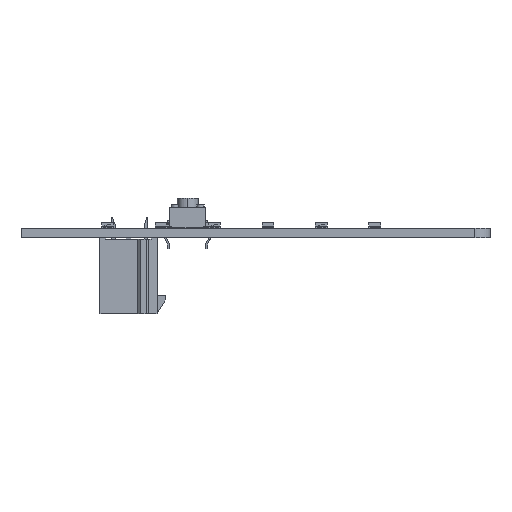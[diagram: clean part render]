
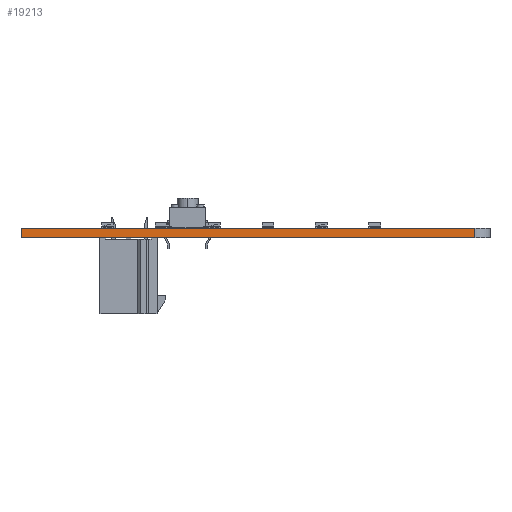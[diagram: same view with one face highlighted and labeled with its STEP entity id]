
A CAD part, left-side view. The second image highlights one B-rep face of the part: STEP entity #19213.
In plain terms, the highlighted planar face has unit normal (-1, 0, 0).
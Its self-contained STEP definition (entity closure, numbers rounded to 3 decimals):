
#19097 = EDGE_CURVE('',#19098,#19100,#19102,.T.);
#19098 = VERTEX_POINT('',#19099);
#19099 = CARTESIAN_POINT('',(101.333,-57.47,0.));
#19100 = VERTEX_POINT('',#19101);
#19101 = CARTESIAN_POINT('',(101.333,-57.47,1.6));
#19102 = SURFACE_CURVE('',#19103,(#19107,#19119),.PCURVE_S1.);
#19103 = LINE('',#19104,#19105);
#19104 = CARTESIAN_POINT('',(101.333,-57.47,0.));
#19105 = VECTOR('',#19106,1.);
#19106 = DIRECTION('',(0.,0.,1.));
#19107 = PCURVE('',#19108,#19113);
#19108 = PLANE('',#19109);
#19109 = AXIS2_PLACEMENT_3D('',#19110,#19111,#19112);
#19110 = CARTESIAN_POINT('',(101.333,-57.47,0.));
#19111 = DIRECTION('',(0.,1.,0.));
#19112 = DIRECTION('',(1.,0.,0.));
#19113 = DEFINITIONAL_REPRESENTATION('',(#19114),#19118);
#19114 = LINE('',#19115,#19116);
#19115 = CARTESIAN_POINT('',(0.,0.));
#19116 = VECTOR('',#19117,1.);
#19117 = DIRECTION('',(0.,-1.));
#19118 = ( GEOMETRIC_REPRESENTATION_CONTEXT(2) 
PARAMETRIC_REPRESENTATION_CONTEXT() REPRESENTATION_CONTEXT('2D SPACE',''
  ) );
#19119 = PCURVE('',#19120,#19125);
#19120 = PLANE('',#19121);
#19121 = AXIS2_PLACEMENT_3D('',#19122,#19123,#19124);
#19122 = CARTESIAN_POINT('',(101.333,-133.692,0.));
#19123 = DIRECTION('',(-1.,0.,0.));
#19124 = DIRECTION('',(0.,1.,0.));
#19125 = DEFINITIONAL_REPRESENTATION('',(#19126),#19130);
#19126 = LINE('',#19127,#19128);
#19127 = CARTESIAN_POINT('',(76.222,0.));
#19128 = VECTOR('',#19129,1.);
#19129 = DIRECTION('',(0.,-1.));
#19130 = ( GEOMETRIC_REPRESENTATION_CONTEXT(2) 
PARAMETRIC_REPRESENTATION_CONTEXT() REPRESENTATION_CONTEXT('2D SPACE',''
  ) );
#19148 = PLANE('',#19149);
#19149 = AXIS2_PLACEMENT_3D('',#19150,#19151,#19152);
#19150 = CARTESIAN_POINT('',(138.655,-91.225,1.6));
#19151 = DIRECTION('',(-0.,-0.,-1.));
#19152 = DIRECTION('',(-1.,0.,0.));
#19202 = PLANE('',#19203);
#19203 = AXIS2_PLACEMENT_3D('',#19204,#19205,#19206);
#19204 = CARTESIAN_POINT('',(138.655,-91.225,0.));
#19205 = DIRECTION('',(-0.,-0.,-1.));
#19206 = DIRECTION('',(-1.,0.,0.));
#19213 = ADVANCED_FACE('',(#19214),#19120,.T.);
#19214 = FACE_BOUND('',#19215,.T.);
#19215 = EDGE_LOOP('',(#19216,#19246,#19267,#19268));
#19216 = ORIENTED_EDGE('',*,*,#19217,.T.);
#19217 = EDGE_CURVE('',#19218,#19220,#19222,.T.);
#19218 = VERTEX_POINT('',#19219);
#19219 = CARTESIAN_POINT('',(101.333,-133.692,0.));
#19220 = VERTEX_POINT('',#19221);
#19221 = CARTESIAN_POINT('',(101.333,-133.692,1.6));
#19222 = SURFACE_CURVE('',#19223,(#19227,#19234),.PCURVE_S1.);
#19223 = LINE('',#19224,#19225);
#19224 = CARTESIAN_POINT('',(101.333,-133.692,0.));
#19225 = VECTOR('',#19226,1.);
#19226 = DIRECTION('',(0.,0.,1.));
#19227 = PCURVE('',#19120,#19228);
#19228 = DEFINITIONAL_REPRESENTATION('',(#19229),#19233);
#19229 = LINE('',#19230,#19231);
#19230 = CARTESIAN_POINT('',(0.,0.));
#19231 = VECTOR('',#19232,1.);
#19232 = DIRECTION('',(0.,-1.));
#19233 = ( GEOMETRIC_REPRESENTATION_CONTEXT(2) 
PARAMETRIC_REPRESENTATION_CONTEXT() REPRESENTATION_CONTEXT('2D SPACE',''
  ) );
#19234 = PCURVE('',#19235,#19240);
#19235 = CYLINDRICAL_SURFACE('',#19236,2.54);
#19236 = AXIS2_PLACEMENT_3D('',#19237,#19238,#19239);
#19237 = CARTESIAN_POINT('',(103.873,-133.692,0.));
#19238 = DIRECTION('',(-0.,-0.,-1.));
#19239 = DIRECTION('',(1.,0.,-0.));
#19240 = DEFINITIONAL_REPRESENTATION('',(#19241),#19245);
#19241 = LINE('',#19242,#19243);
#19242 = CARTESIAN_POINT('',(-3.142,0.));
#19243 = VECTOR('',#19244,1.);
#19244 = DIRECTION('',(-0.,-1.));
#19245 = ( GEOMETRIC_REPRESENTATION_CONTEXT(2) 
PARAMETRIC_REPRESENTATION_CONTEXT() REPRESENTATION_CONTEXT('2D SPACE',''
  ) );
#19246 = ORIENTED_EDGE('',*,*,#19247,.T.);
#19247 = EDGE_CURVE('',#19220,#19100,#19248,.T.);
#19248 = SURFACE_CURVE('',#19249,(#19253,#19260),.PCURVE_S1.);
#19249 = LINE('',#19250,#19251);
#19250 = CARTESIAN_POINT('',(101.333,-133.692,1.6));
#19251 = VECTOR('',#19252,1.);
#19252 = DIRECTION('',(0.,1.,0.));
#19253 = PCURVE('',#19120,#19254);
#19254 = DEFINITIONAL_REPRESENTATION('',(#19255),#19259);
#19255 = LINE('',#19256,#19257);
#19256 = CARTESIAN_POINT('',(0.,-1.6));
#19257 = VECTOR('',#19258,1.);
#19258 = DIRECTION('',(1.,0.));
#19259 = ( GEOMETRIC_REPRESENTATION_CONTEXT(2) 
PARAMETRIC_REPRESENTATION_CONTEXT() REPRESENTATION_CONTEXT('2D SPACE',''
  ) );
#19260 = PCURVE('',#19148,#19261);
#19261 = DEFINITIONAL_REPRESENTATION('',(#19262),#19266);
#19262 = LINE('',#19263,#19264);
#19263 = CARTESIAN_POINT('',(37.322,-42.467));
#19264 = VECTOR('',#19265,1.);
#19265 = DIRECTION('',(0.,1.));
#19266 = ( GEOMETRIC_REPRESENTATION_CONTEXT(2) 
PARAMETRIC_REPRESENTATION_CONTEXT() REPRESENTATION_CONTEXT('2D SPACE',''
  ) );
#19267 = ORIENTED_EDGE('',*,*,#19097,.F.);
#19268 = ORIENTED_EDGE('',*,*,#19269,.F.);
#19269 = EDGE_CURVE('',#19218,#19098,#19270,.T.);
#19270 = SURFACE_CURVE('',#19271,(#19275,#19282),.PCURVE_S1.);
#19271 = LINE('',#19272,#19273);
#19272 = CARTESIAN_POINT('',(101.333,-133.692,0.));
#19273 = VECTOR('',#19274,1.);
#19274 = DIRECTION('',(0.,1.,0.));
#19275 = PCURVE('',#19120,#19276);
#19276 = DEFINITIONAL_REPRESENTATION('',(#19277),#19281);
#19277 = LINE('',#19278,#19279);
#19278 = CARTESIAN_POINT('',(0.,0.));
#19279 = VECTOR('',#19280,1.);
#19280 = DIRECTION('',(1.,0.));
#19281 = ( GEOMETRIC_REPRESENTATION_CONTEXT(2) 
PARAMETRIC_REPRESENTATION_CONTEXT() REPRESENTATION_CONTEXT('2D SPACE',''
  ) );
#19282 = PCURVE('',#19202,#19283);
#19283 = DEFINITIONAL_REPRESENTATION('',(#19284),#19288);
#19284 = LINE('',#19285,#19286);
#19285 = CARTESIAN_POINT('',(37.322,-42.467));
#19286 = VECTOR('',#19287,1.);
#19287 = DIRECTION('',(0.,1.));
#19288 = ( GEOMETRIC_REPRESENTATION_CONTEXT(2) 
PARAMETRIC_REPRESENTATION_CONTEXT() REPRESENTATION_CONTEXT('2D SPACE',''
  ) );
